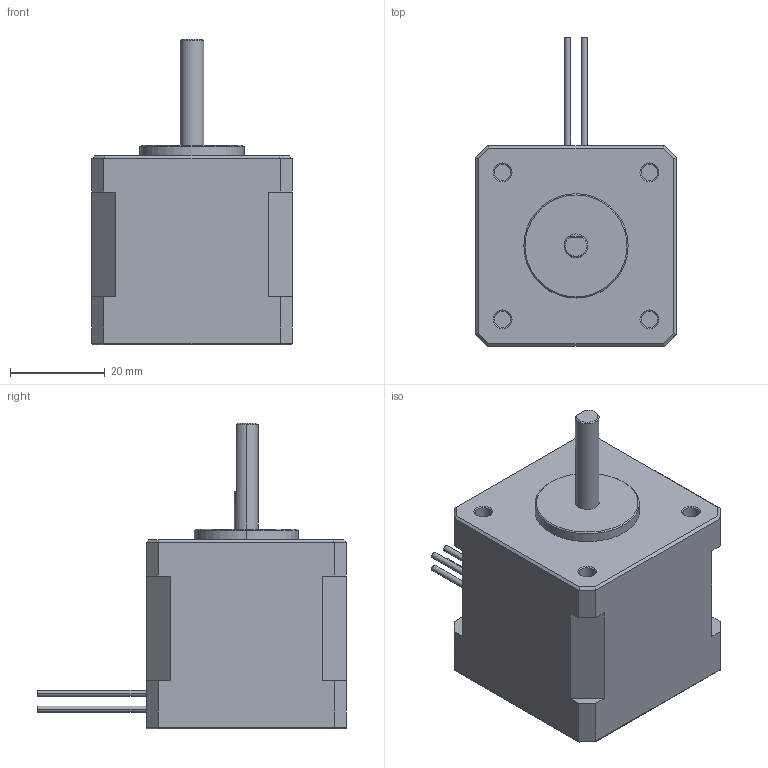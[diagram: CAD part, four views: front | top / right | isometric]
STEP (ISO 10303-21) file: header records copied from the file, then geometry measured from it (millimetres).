
FILE_DESCRIPTION((''),'2;1');
FILE_NAME('MD17_STANDALONE','2017-12-21T11:28:02',('mulloa'),(''),'CREO PARAMETRIC BY PTC INC, 2016390','CREO PARAMETRIC BY PTC INC, 2016390','');
FILE_SCHEMA(('CONFIG_CONTROL_DESIGN'));
Length unit declared in the file: inch
Products named in the file (1): MD17_STANDALONE
Bounding box: 42.24 x 65.1 x 64.52 mm (x, y, z)
Volume: 70411.9 mm3; surface area: 11397 mm2
Topology: 1 solids, 1 shells, 116 faces, 256 edges, 158 vertices
Faces by surface type: plane 57, cylinder 38, cone 21
Entity records: 3243 total; most frequent: CARTESIAN_POINT 594, DIRECTION 561, ORIENTED_EDGE 512, EDGE_CURVE 256, AXIS2_PLACEMENT_3D 199, VECTOR 163, LINE 163, VERTEX_POINT 158
